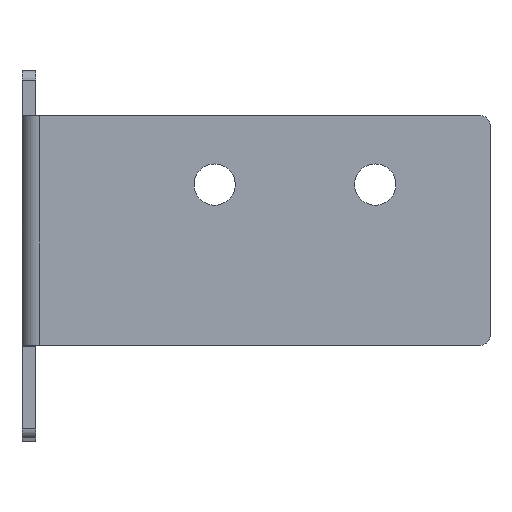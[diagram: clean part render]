
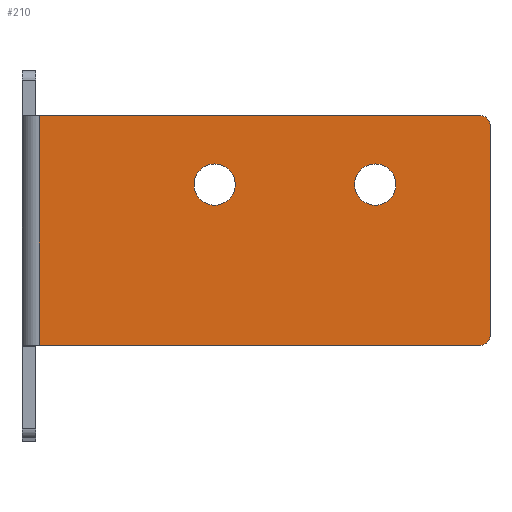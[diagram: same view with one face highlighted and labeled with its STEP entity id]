
A CAD part, top view. The second image highlights one B-rep face of the part: STEP entity #210.
In plain terms, the highlighted planar face has unit normal (0, 0, 1).
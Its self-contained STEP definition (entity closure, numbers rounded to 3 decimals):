
#13 = CARTESIAN_POINT ( 'NONE',  ( 560., 55., 0. ) ) ;
#48 = VECTOR ( 'NONE', #119, 1000. ) ;
#54 = EDGE_CURVE ( 'NONE', #1304, #1441, #298, .T. ) ;
#65 = DIRECTION ( 'NONE',  ( 0., 0., 1. ) ) ;
#92 = CARTESIAN_POINT ( 'NONE',  ( 595., 55., 0. ) ) ;
#111 = CARTESIAN_POINT ( 'NONE',  ( 618., 70., 0. ) ) ;
#114 = CARTESIAN_POINT ( 'NONE',  ( 521.757, 0., 0. ) ) ;
#119 = DIRECTION ( 'NONE',  ( 0., 1., 0. ) ) ;
#127 = DIRECTION ( 'NONE',  ( 1., 0., 0. ) ) ;
#169 = VERTEX_POINT ( 'NONE', #810 ) ;
#180 = DIRECTION ( 'NONE',  ( 1., 0., 0. ) ) ;
#188 = EDGE_LOOP ( 'NONE', ( #1057, #375 ) ) ;
#189 = CIRCLE ( 'NONE', #859, 2. ) ;
#198 = DIRECTION ( 'NONE',  ( 0., 0., 1. ) ) ;
#207 = VECTOR ( 'NONE', #1131, 1000. ) ;
#210 = ADVANCED_FACE ( 'NONE', ( #1327, #619, #582 ), #1383, .T. ) ;
#218 = EDGE_CURVE ( 'NONE', #537, #613, #316, .T. ) ;
#239 = AXIS2_PLACEMENT_3D ( 'NONE', #409, #65, #547 ) ;
#261 = AXIS2_PLACEMENT_3D ( 'NONE', #969, #961, #180 ) ;
#285 = CARTESIAN_POINT ( 'NONE',  ( 620., 22., 0. ) ) ;
#296 = ORIENTED_EDGE ( 'NONE', *, *, #1136, .T. ) ;
#298 = LINE ( 'NONE', #1293, #1410 ) ;
#316 = LINE ( 'NONE', #464, #207 ) ;
#321 = VERTEX_POINT ( 'NONE', #1017 ) ;
#322 = AXIS2_PLACEMENT_3D ( 'NONE', #92, #691, #1489 ) ;
#334 = LINE ( 'NONE', #114, #48 ) ;
#375 = ORIENTED_EDGE ( 'NONE', *, *, #609, .F. ) ;
#384 = CARTESIAN_POINT ( 'NONE',  ( 521.757, 20., 0. ) ) ;
#399 = EDGE_CURVE ( 'NONE', #777, #321, #1046, .T. ) ;
#409 = CARTESIAN_POINT ( 'NONE',  ( 595., 55., 0. ) ) ;
#442 = CARTESIAN_POINT ( 'NONE',  ( 620., 68., 0. ) ) ;
#450 = ORIENTED_EDGE ( 'NONE', *, *, #54, .T. ) ;
#461 = DIRECTION ( 'NONE',  ( 1., 0., 0. ) ) ;
#464 = CARTESIAN_POINT ( 'NONE',  ( 400., 20., 0. ) ) ;
#473 = DIRECTION ( 'NONE',  ( 0., 0., 1. ) ) ;
#488 = EDGE_LOOP ( 'NONE', ( #952, #296, #450, #852, #947, #928 ) ) ;
#493 = DIRECTION ( 'NONE',  ( 0., 1., 0. ) ) ;
#509 = CARTESIAN_POINT ( 'NONE',  ( 564.5, 55., 0. ) ) ;
#537 = VERTEX_POINT ( 'NONE', #384 ) ;
#547 = DIRECTION ( 'NONE',  ( 1., 0., 0. ) ) ;
#582 = FACE_BOUND ( 'NONE', #188, .T. ) ;
#592 = DIRECTION ( 'NONE',  ( 1., 0., 0. ) ) ;
#607 = AXIS2_PLACEMENT_3D ( 'NONE', #13, #725, #818 ) ;
#609 = EDGE_CURVE ( 'NONE', #842, #1338, #967, .T. ) ;
#613 = VERTEX_POINT ( 'NONE', #651 ) ;
#618 = ORIENTED_EDGE ( 'NONE', *, *, #399, .F. ) ;
#619 = FACE_BOUND ( 'NONE', #1149, .T. ) ;
#651 = CARTESIAN_POINT ( 'NONE',  ( 618., 20., 0. ) ) ;
#689 = EDGE_CURVE ( 'NONE', #1338, #842, #1246, .T. ) ;
#691 = DIRECTION ( 'NONE',  ( 0., 0., 1. ) ) ;
#710 = CARTESIAN_POINT ( 'NONE',  ( 618., 68., 0. ) ) ;
#725 = DIRECTION ( 'NONE',  ( 0., 0., 1. ) ) ;
#737 = AXIS2_PLACEMENT_3D ( 'NONE', #1241, #198, #461 ) ;
#738 = EDGE_CURVE ( 'NONE', #1158, #169, #1394, .T. ) ;
#777 = VERTEX_POINT ( 'NONE', #509 ) ;
#810 = CARTESIAN_POINT ( 'NONE',  ( 521.757, 70., 0. ) ) ;
#818 = DIRECTION ( 'NONE',  ( 1., 0., 0. ) ) ;
#829 = EDGE_CURVE ( 'NONE', #321, #777, #1098, .T. ) ;
#842 = VERTEX_POINT ( 'NONE', #1094 ) ;
#852 = ORIENTED_EDGE ( 'NONE', *, *, #1197, .T. ) ;
#859 = AXIS2_PLACEMENT_3D ( 'NONE', #710, #1260, #592 ) ;
#912 = CARTESIAN_POINT ( 'NONE',  ( 0., 0., 0. ) ) ;
#921 = CIRCLE ( 'NONE', #737, 2. ) ;
#928 = ORIENTED_EDGE ( 'NONE', *, *, #1037, .F. ) ;
#947 = ORIENTED_EDGE ( 'NONE', *, *, #738, .T. ) ;
#952 = ORIENTED_EDGE ( 'NONE', *, *, #218, .T. ) ;
#955 = VECTOR ( 'NONE', #1294, 1000. ) ;
#961 = DIRECTION ( 'NONE',  ( 0., 0., 1. ) ) ;
#967 = CIRCLE ( 'NONE', #239, 4.5 ) ;
#969 = CARTESIAN_POINT ( 'NONE',  ( 560., 55., 0. ) ) ;
#972 = CARTESIAN_POINT ( 'NONE',  ( 599.5, 55., 0. ) ) ;
#1017 = CARTESIAN_POINT ( 'NONE',  ( 555.5, 55., 0. ) ) ;
#1037 = EDGE_CURVE ( 'NONE', #537, #169, #334, .T. ) ;
#1046 = CIRCLE ( 'NONE', #607, 4.5 ) ;
#1057 = ORIENTED_EDGE ( 'NONE', *, *, #689, .F. ) ;
#1094 = CARTESIAN_POINT ( 'NONE',  ( 590.5, 55., 0. ) ) ;
#1098 = CIRCLE ( 'NONE', #261, 4.5 ) ;
#1131 = DIRECTION ( 'NONE',  ( 1., 0., 0. ) ) ;
#1136 = EDGE_CURVE ( 'NONE', #613, #1304, #921, .T. ) ;
#1149 = EDGE_LOOP ( 'NONE', ( #618, #1187 ) ) ;
#1158 = VERTEX_POINT ( 'NONE', #111 ) ;
#1187 = ORIENTED_EDGE ( 'NONE', *, *, #829, .F. ) ;
#1197 = EDGE_CURVE ( 'NONE', #1441, #1158, #189, .T. ) ;
#1241 = CARTESIAN_POINT ( 'NONE',  ( 618., 22., 0. ) ) ;
#1246 = CIRCLE ( 'NONE', #322, 4.5 ) ;
#1260 = DIRECTION ( 'NONE',  ( 0., 0., 1. ) ) ;
#1293 = CARTESIAN_POINT ( 'NONE',  ( 620., 20., 0. ) ) ;
#1294 = DIRECTION ( 'NONE',  ( -1., 0., 0. ) ) ;
#1304 = VERTEX_POINT ( 'NONE', #285 ) ;
#1312 = AXIS2_PLACEMENT_3D ( 'NONE', #912, #473, #127 ) ;
#1327 = FACE_OUTER_BOUND ( 'NONE', #488, .T. ) ;
#1338 = VERTEX_POINT ( 'NONE', #972 ) ;
#1383 = PLANE ( 'NONE',  #1312 ) ;
#1394 = LINE ( 'NONE', #1418, #955 ) ;
#1410 = VECTOR ( 'NONE', #493, 1000. ) ;
#1418 = CARTESIAN_POINT ( 'NONE',  ( 620., 70., 0. ) ) ;
#1441 = VERTEX_POINT ( 'NONE', #442 ) ;
#1489 = DIRECTION ( 'NONE',  ( 1., 0., 0. ) ) ;
